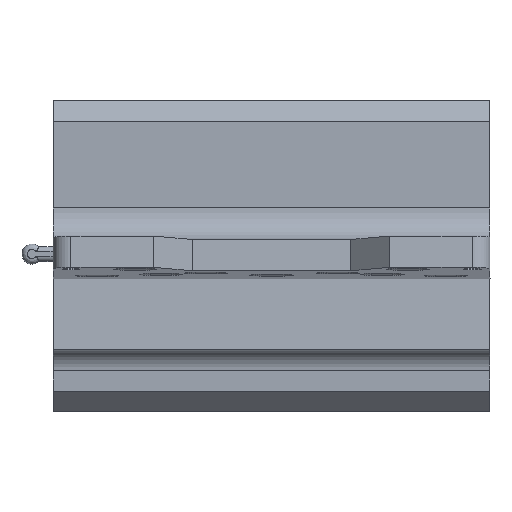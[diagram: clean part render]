
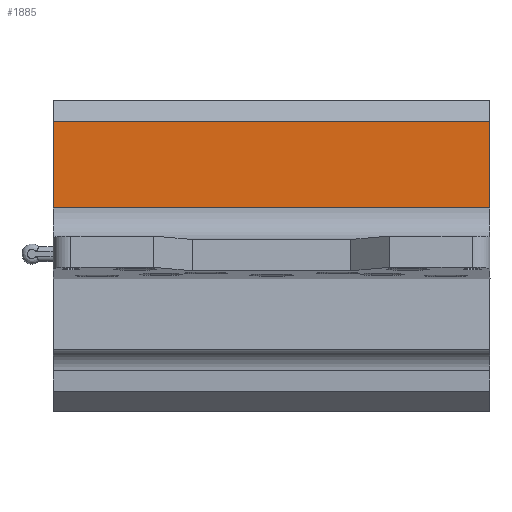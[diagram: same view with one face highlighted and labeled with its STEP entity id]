
A CAD part, top view. The second image highlights one B-rep face of the part: STEP entity #1885.
In plain terms, the highlighted face is planar.
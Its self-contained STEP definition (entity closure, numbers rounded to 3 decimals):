
#80=PLANE('',#2024);
#142=FACE_OUTER_BOUND('',#257,.T.);
#257=EDGE_LOOP('',(#1335,#1336,#1337,#1338));
#381=LINE('',#2766,#584);
#401=LINE('',#2835,#604);
#402=LINE('',#2837,#605);
#403=LINE('',#2838,#606);
#584=VECTOR('',#2198,10.);
#604=VECTOR('',#2250,10.);
#605=VECTOR('',#2251,10.);
#606=VECTOR('',#2252,10.);
#845=VERTEX_POINT('',#2759);
#848=VERTEX_POINT('',#2764);
#881=VERTEX_POINT('',#2834);
#882=VERTEX_POINT('',#2836);
#1021=EDGE_CURVE('',#848,#845,#381,.T.);
#1055=EDGE_CURVE('',#848,#881,#401,.T.);
#1056=EDGE_CURVE('',#882,#881,#402,.T.);
#1057=EDGE_CURVE('',#882,#845,#403,.T.);
#1335=ORIENTED_EDGE('',*,*,#1021,.F.);
#1336=ORIENTED_EDGE('',*,*,#1055,.T.);
#1337=ORIENTED_EDGE('',*,*,#1056,.F.);
#1338=ORIENTED_EDGE('',*,*,#1057,.T.);
#1885=ADVANCED_FACE('',(#142),#80,.T.);
#2024=AXIS2_PLACEMENT_3D('',#2833,#2248,#2249);
#2198=DIRECTION('',(-1.,0.,0.));
#2248=DIRECTION('center_axis',(0.,0.087,-0.996));
#2249=DIRECTION('ref_axis',(0.,-0.996,-0.087));
#2250=DIRECTION('',(0.,-0.996,-0.087));
#2251=DIRECTION('',(1.,0.,0.));
#2252=DIRECTION('',(0.,0.996,0.087));
#2759=CARTESIAN_POINT('',(-41.374,-16.625,67.304));
#2764=CARTESIAN_POINT('',(41.374,-16.625,67.304));
#2766=CARTESIAN_POINT('',(40.874,-16.625,67.304));
#2833=CARTESIAN_POINT('Origin',(40.874,22.667,70.742));
#2834=CARTESIAN_POINT('',(41.374,-32.945,65.876));
#2835=CARTESIAN_POINT('',(41.374,-6.295,68.208));
#2836=CARTESIAN_POINT('',(-41.374,-32.945,65.876));
#2837=CARTESIAN_POINT('',(40.874,-32.945,65.876));
#2838=CARTESIAN_POINT('',(-41.374,7.955,69.454));
